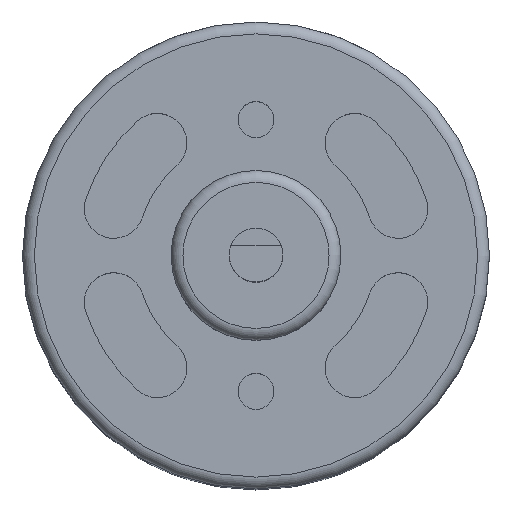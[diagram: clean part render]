
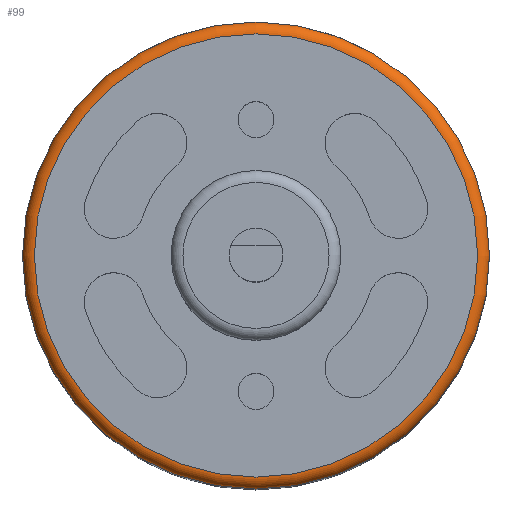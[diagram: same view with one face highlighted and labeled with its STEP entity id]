
A CAD part, top view. The second image highlights one B-rep face of the part: STEP entity #99.
In plain terms, the highlighted toroidal (fillet/blend) face has major radius 13.05 mm and minor radius 0.7 mm.
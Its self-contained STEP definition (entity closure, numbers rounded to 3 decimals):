
#99 = ADVANCED_FACE( '', ( #252, #253 ), #254, .T. );
#252 = FACE_OUTER_BOUND( '', #483, .T. );
#253 = FACE_OUTER_BOUND( '', #484, .T. );
#254 = TOROIDAL_SURFACE( '', #485, 13.05, 0.7 );
#483 = EDGE_LOOP( '', ( #728 ) );
#484 = EDGE_LOOP( '', ( #729 ) );
#485 = AXIS2_PLACEMENT_3D( '', #730, #731, #732 );
#728 = ORIENTED_EDGE( '', *, *, #1238, .F. );
#729 = ORIENTED_EDGE( '', *, *, #1239, .F. );
#730 = CARTESIAN_POINT( '', ( 0., 0., 35.5 ) );
#731 = DIRECTION( '', ( 0., 0., 1. ) );
#732 = DIRECTION( '', ( 1., 0., 0. ) );
#1238 = EDGE_CURVE( '', #1450, #1450, #1451, .F. );
#1239 = EDGE_CURVE( '', #1452, #1452, #1453, .T. );
#1450 = VERTEX_POINT( '', #1784 );
#1451 = CIRCLE( '', #1785, 13.75 );
#1452 = VERTEX_POINT( '', #1786 );
#1453 = CIRCLE( '', #1787, 13.05 );
#1784 = CARTESIAN_POINT( '', ( 13.75, 0., 35.5 ) );
#1785 = AXIS2_PLACEMENT_3D( '', #2215, #2216, #2217 );
#1786 = CARTESIAN_POINT( '', ( 13.05, 0., 36.2 ) );
#1787 = AXIS2_PLACEMENT_3D( '', #2218, #2219, #2220 );
#2215 = CARTESIAN_POINT( '', ( 0., 0., 35.5 ) );
#2216 = DIRECTION( '', ( 0., 0., 1. ) );
#2217 = DIRECTION( '', ( 1., 0., 0. ) );
#2218 = CARTESIAN_POINT( '', ( 0., 0., 36.2 ) );
#2219 = DIRECTION( '', ( 0., 0., 1. ) );
#2220 = DIRECTION( '', ( 1., 0., 0. ) );
